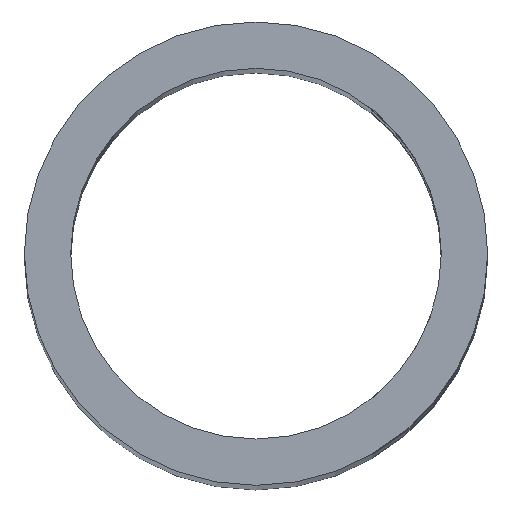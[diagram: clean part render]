
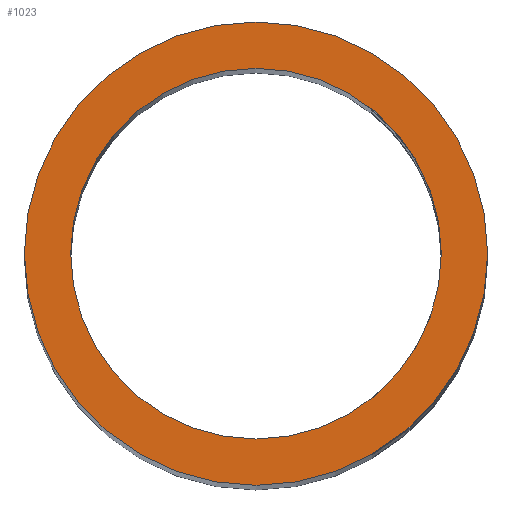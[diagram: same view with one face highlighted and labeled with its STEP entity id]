
A CAD part, top view. The second image highlights one B-rep face of the part: STEP entity #1023.
In plain terms, the highlighted planar face has unit normal (0, 0, 1).
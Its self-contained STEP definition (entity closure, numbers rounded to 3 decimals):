
#47 = CYLINDRICAL_SURFACE('',#48,20.);
#48 = AXIS2_PLACEMENT_3D('',#49,#50,#51);
#49 = CARTESIAN_POINT('',(0.,0.,-115.));
#50 = DIRECTION('',(-0.,-0.,-1.));
#51 = DIRECTION('',(1.,0.,0.));
#82 = CYLINDRICAL_SURFACE('',#83,16.);
#83 = AXIS2_PLACEMENT_3D('',#84,#85,#86);
#84 = CARTESIAN_POINT('',(0.,0.,-115.));
#85 = DIRECTION('',(-0.,-0.,-1.));
#86 = DIRECTION('',(1.,0.,0.));
#399 = VERTEX_POINT('',#400);
#400 = CARTESIAN_POINT('',(20.,0.,115.));
#421 = EDGE_CURVE('',#399,#399,#422,.T.);
#422 = SURFACE_CURVE('',#423,(#428,#435),.PCURVE_S1.);
#423 = CIRCLE('',#424,20.);
#424 = AXIS2_PLACEMENT_3D('',#425,#426,#427);
#425 = CARTESIAN_POINT('',(0.,0.,115.));
#426 = DIRECTION('',(0.,0.,1.));
#427 = DIRECTION('',(1.,0.,0.));
#428 = PCURVE('',#47,#429);
#429 = DEFINITIONAL_REPRESENTATION('',(#430),#434);
#430 = LINE('',#431,#432);
#431 = CARTESIAN_POINT('',(-0.,-230.));
#432 = VECTOR('',#433,1.);
#433 = DIRECTION('',(-1.,0.));
#434 = ( GEOMETRIC_REPRESENTATION_CONTEXT(2) 
PARAMETRIC_REPRESENTATION_CONTEXT() REPRESENTATION_CONTEXT('2D SPACE',''
  ) );
#435 = PCURVE('',#436,#441);
#436 = PLANE('',#437);
#437 = AXIS2_PLACEMENT_3D('',#438,#439,#440);
#438 = CARTESIAN_POINT('',(20.,0.,115.));
#439 = DIRECTION('',(0.,0.,-1.));
#440 = DIRECTION('',(-1.,0.,0.));
#441 = DEFINITIONAL_REPRESENTATION('',(#442),#450);
#442 = ( BOUNDED_CURVE() B_SPLINE_CURVE(2,(#443,#444,#445,#446,#447,#448
,#449),.UNSPECIFIED.,.F.,.F.) B_SPLINE_CURVE_WITH_KNOTS((1,2,2,2,2,1),(
    -2.094,0.,2.094,4.189,6.283,
8.378),.UNSPECIFIED.) CURVE() GEOMETRIC_REPRESENTATION_ITEM() 
RATIONAL_B_SPLINE_CURVE((1.,0.5,1.,0.5,1.,0.5,1.)) REPRESENTATION_ITEM(
  '') );
#443 = CARTESIAN_POINT('',(0.,0.));
#444 = CARTESIAN_POINT('',(0.,34.641));
#445 = CARTESIAN_POINT('',(30.,17.321));
#446 = CARTESIAN_POINT('',(60.,0.));
#447 = CARTESIAN_POINT('',(30.,-17.321));
#448 = CARTESIAN_POINT('',(0.,-34.641));
#449 = CARTESIAN_POINT('',(0.,0.));
#450 = ( GEOMETRIC_REPRESENTATION_CONTEXT(2) 
PARAMETRIC_REPRESENTATION_CONTEXT() REPRESENTATION_CONTEXT('2D SPACE',''
  ) );
#799 = VERTEX_POINT('',#800);
#800 = CARTESIAN_POINT('',(16.,0.,115.));
#821 = EDGE_CURVE('',#799,#799,#822,.T.);
#822 = SURFACE_CURVE('',#823,(#828,#835),.PCURVE_S1.);
#823 = CIRCLE('',#824,16.);
#824 = AXIS2_PLACEMENT_3D('',#825,#826,#827);
#825 = CARTESIAN_POINT('',(0.,0.,115.));
#826 = DIRECTION('',(0.,0.,1.));
#827 = DIRECTION('',(1.,0.,0.));
#828 = PCURVE('',#82,#829);
#829 = DEFINITIONAL_REPRESENTATION('',(#830),#834);
#830 = LINE('',#831,#832);
#831 = CARTESIAN_POINT('',(-0.,-230.));
#832 = VECTOR('',#833,1.);
#833 = DIRECTION('',(-1.,0.));
#834 = ( GEOMETRIC_REPRESENTATION_CONTEXT(2) 
PARAMETRIC_REPRESENTATION_CONTEXT() REPRESENTATION_CONTEXT('2D SPACE',''
  ) );
#835 = PCURVE('',#436,#836);
#836 = DEFINITIONAL_REPRESENTATION('',(#837),#845);
#837 = ( BOUNDED_CURVE() B_SPLINE_CURVE(2,(#838,#839,#840,#841,#842,#843
,#844),.UNSPECIFIED.,.F.,.F.) B_SPLINE_CURVE_WITH_KNOTS((1,2,2,2,2,1),(
    -2.094,0.,2.094,4.189,6.283,
8.378),.UNSPECIFIED.) CURVE() GEOMETRIC_REPRESENTATION_ITEM() 
RATIONAL_B_SPLINE_CURVE((1.,0.5,1.,0.5,1.,0.5,1.)) REPRESENTATION_ITEM(
  '') );
#838 = CARTESIAN_POINT('',(4.,0.));
#839 = CARTESIAN_POINT('',(4.,27.713));
#840 = CARTESIAN_POINT('',(28.,13.856));
#841 = CARTESIAN_POINT('',(52.,0.));
#842 = CARTESIAN_POINT('',(28.,-13.856));
#843 = CARTESIAN_POINT('',(4.,-27.713));
#844 = CARTESIAN_POINT('',(4.,0.));
#845 = ( GEOMETRIC_REPRESENTATION_CONTEXT(2) 
PARAMETRIC_REPRESENTATION_CONTEXT() REPRESENTATION_CONTEXT('2D SPACE',''
  ) );
#1023 = ADVANCED_FACE('',(#1024,#1027),#436,.F.);
#1024 = FACE_BOUND('',#1025,.T.);
#1025 = EDGE_LOOP('',(#1026));
#1026 = ORIENTED_EDGE('',*,*,#421,.T.);
#1027 = FACE_BOUND('',#1028,.F.);
#1028 = EDGE_LOOP('',(#1029));
#1029 = ORIENTED_EDGE('',*,*,#821,.T.);
